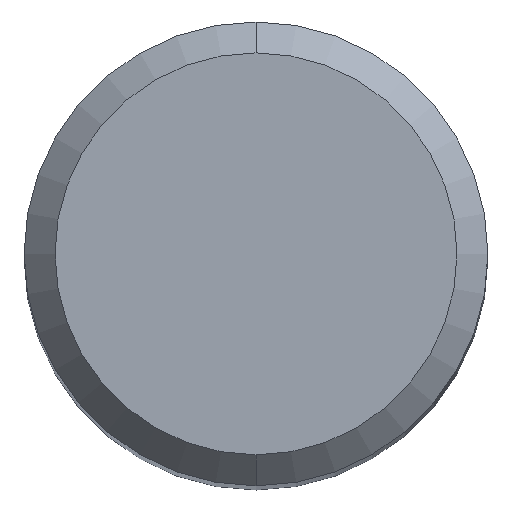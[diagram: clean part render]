
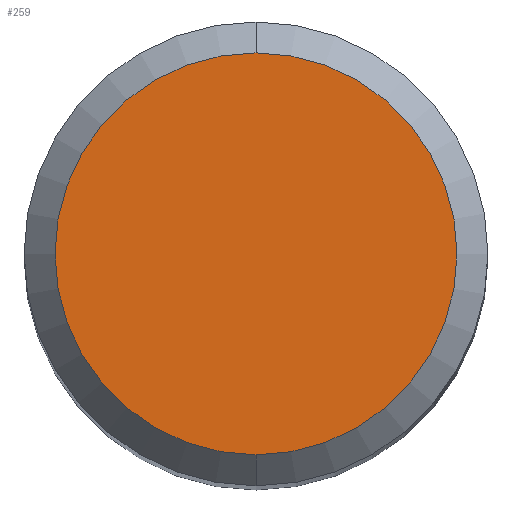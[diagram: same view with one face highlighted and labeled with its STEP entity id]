
A CAD part, top view. The second image highlights one B-rep face of the part: STEP entity #259.
In plain terms, the highlighted planar face has unit normal (0, 0, 1).
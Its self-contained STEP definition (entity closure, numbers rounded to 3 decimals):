
#219=EDGE_CURVE('',#437,#463,#537,.T.);
#259=ADVANCED_FACE('',(#584),#585,.T.);
#437=VERTEX_POINT('',#782);
#463=VERTEX_POINT('',#810);
#469=EDGE_CURVE('',#463,#437,#816,.T.);
#537=CIRCLE('',#918,2.6);
#584=FACE_OUTER_BOUND('',#1008,.T.);
#585=PLANE('',#1009);
#782=CARTESIAN_POINT('',(0.,-2.6,0.0));
#810=CARTESIAN_POINT('',(0.0,2.6,0.0));
#816=CIRCLE('',#1467,2.6);
#918=AXIS2_PLACEMENT_3D('',#1524,#1525,#1526);
#1008=EDGE_LOOP('',(#1592,#1593));
#1009=AXIS2_PLACEMENT_3D('',#1594,#1595,#1596);
#1467=AXIS2_PLACEMENT_3D('',#1835,#1836,#1837);
#1524=CARTESIAN_POINT('',(0.0,0.0,0.0));
#1525=DIRECTION('',(0.0,0.0,-1.0));
#1526=DIRECTION('',(0.0,1.0,0.0));
#1592=ORIENTED_EDGE('',*,*,#469,.F.);
#1593=ORIENTED_EDGE('',*,*,#219,.F.);
#1594=CARTESIAN_POINT('',(0.0,1.3,0.0));
#1595=DIRECTION('',(-0.0,0.0,1.0));
#1596=DIRECTION('',(0.0,-1.0,0.0));
#1835=CARTESIAN_POINT('',(0.0,0.0,0.0));
#1836=DIRECTION('',(0.0,0.0,-1.0));
#1837=DIRECTION('',(0.0,1.0,0.0));
